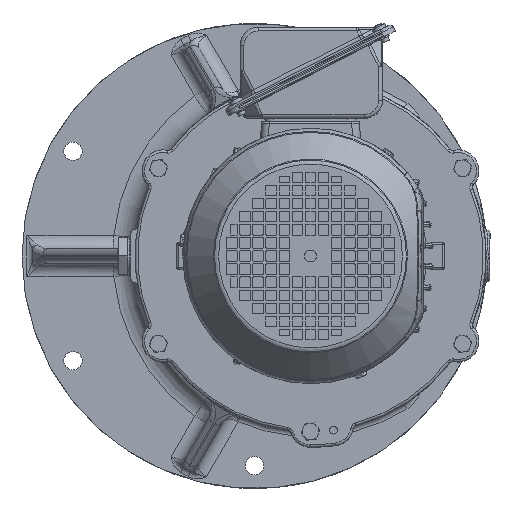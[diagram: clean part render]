
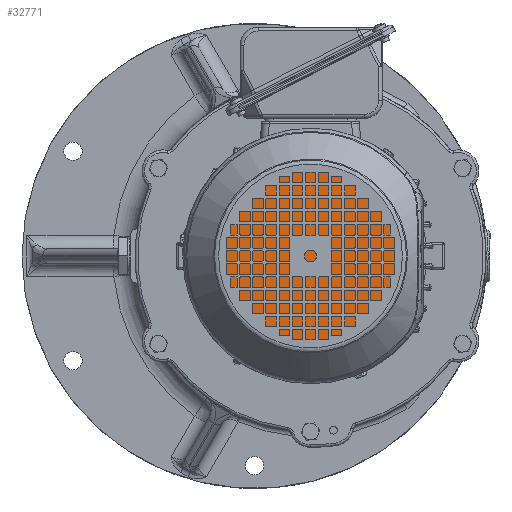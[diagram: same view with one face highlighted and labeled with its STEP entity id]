
A CAD part, left-side view. The second image highlights one B-rep face of the part: STEP entity #32771.
In plain terms, the highlighted planar face has unit normal (-1, 0, 0).
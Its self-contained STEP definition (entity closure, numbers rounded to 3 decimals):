
#15403 = CARTESIAN_POINT ( 'NONE',  ( -231.8, -79., 0. ) ) ;
#32771 = ADVANCED_FACE ( 'NONE', ( #36103 ), #71709, .F. ) ;
#33273 = ORIENTED_EDGE ( 'NONE', *, *, #112065, .T. ) ;
#36103 = FACE_OUTER_BOUND ( 'NONE', #76137, .T. ) ;
#68000 = CIRCLE ( 'NONE', #115457, 79. ) ;
#68300 = VERTEX_POINT ( 'NONE', #15403 ) ;
#69436 = CARTESIAN_POINT ( 'NONE',  ( -231.8, 0., 0. ) ) ;
#70919 = CARTESIAN_POINT ( 'NONE',  ( -231.8, 77.2, 0. ) ) ;
#71709 = PLANE ( 'NONE',  #108074 ) ;
#76137 = EDGE_LOOP ( 'NONE', ( #33273 ) ) ;
#108074 = AXIS2_PLACEMENT_3D ( 'NONE', #70919, #160122, #158510 ) ;
#112065 = EDGE_CURVE ( 'NONE', #68300, #68300, #68000, .T. ) ;
#115457 = AXIS2_PLACEMENT_3D ( 'NONE', #69436, #154553, #142204 ) ;
#142204 = DIRECTION ( 'NONE',  ( 0., -1., 0. ) ) ;
#154553 = DIRECTION ( 'NONE',  ( -1., 0., 0. ) ) ;
#158510 = DIRECTION ( 'NONE',  ( 0., -1., 0. ) ) ;
#160122 = DIRECTION ( 'NONE',  ( 1., 0., 0. ) ) ;
